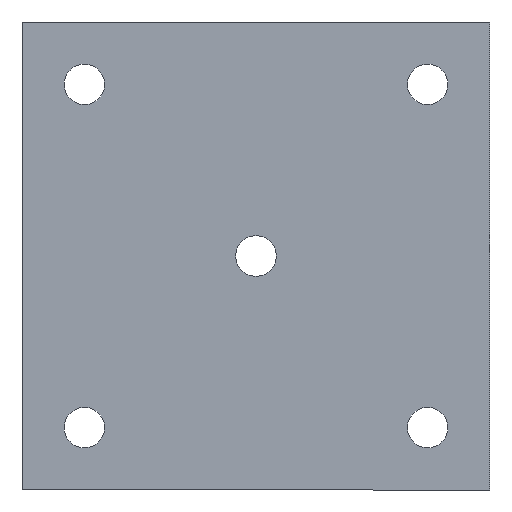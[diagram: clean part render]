
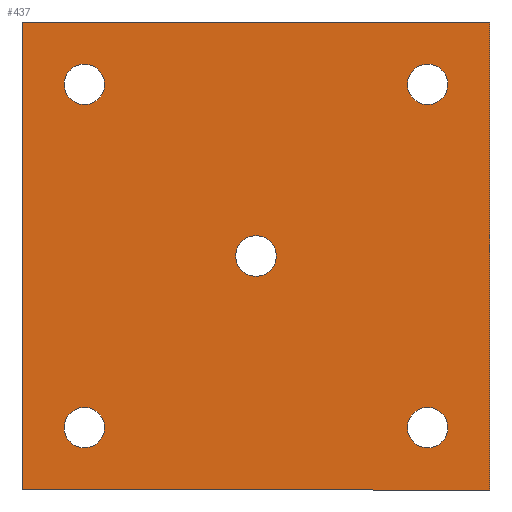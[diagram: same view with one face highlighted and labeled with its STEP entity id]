
A CAD part, front view. The second image highlights one B-rep face of the part: STEP entity #437.
In plain terms, the highlighted planar face has unit normal (0, -1, 0).
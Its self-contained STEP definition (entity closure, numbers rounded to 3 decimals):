
#12 = CIRCLE ( 'NONE', #823, 6.5 ) ;
#26 = CIRCLE ( 'NONE', #769, 6.5 ) ;
#37 = LINE ( 'NONE', #401, #39 ) ;
#39 = VECTOR ( 'NONE', #1021, 1000. ) ;
#47 = CIRCLE ( 'NONE', #744, 6.5 ) ;
#68 = VERTEX_POINT ( 'NONE', #76 ) ;
#76 = CARTESIAN_POINT ( 'NONE',  ( 0., 0., -6.5 ) ) ;
#78 = CARTESIAN_POINT ( 'NONE',  ( -55., 0., -61.5 ) ) ;
#125 = CARTESIAN_POINT ( 'NONE',  ( -75., 0., 75. ) ) ;
#127 = CARTESIAN_POINT ( 'NONE',  ( 75., 0., 75. ) ) ;
#131 = CARTESIAN_POINT ( 'NONE',  ( 75., 0., -75. ) ) ;
#152 = CIRCLE ( 'NONE', #756, 6.5 ) ;
#167 = LINE ( 'NONE', #955, #169 ) ;
#168 = CIRCLE ( 'NONE', #774, 6.5 ) ;
#169 = VECTOR ( 'NONE', #956, 1000. ) ;
#171 = LINE ( 'NONE', #953, #173 ) ;
#173 = VECTOR ( 'NONE', #961, 1000. ) ;
#182 = LINE ( 'NONE', #975, #186 ) ;
#186 = VECTOR ( 'NONE', #970, 1000. ) ;
#191 = VERTEX_POINT ( 'NONE', #976 ) ;
#193 = VERTEX_POINT ( 'NONE', #993 ) ;
#202 = VERTEX_POINT ( 'NONE', #1002 ) ;
#220 = FACE_BOUND ( 'NONE', #545, .T. ) ;
#222 = FACE_BOUND ( 'NONE', #538, .T. ) ;
#244 = FACE_BOUND ( 'NONE', #547, .T. ) ;
#246 = FACE_BOUND ( 'NONE', #546, .T. ) ;
#247 = FACE_BOUND ( 'NONE', #541, .T. ) ;
#248 = FACE_OUTER_BOUND ( 'NONE', #913, .T. ) ;
#291 = CARTESIAN_POINT ( 'NONE',  ( 55., 0., -55. ) ) ;
#292 = DIRECTION ( 'NONE',  ( 0., -1., 0. ) ) ;
#293 = DIRECTION ( 'NONE',  ( 0., 0., -1. ) ) ;
#338 = CARTESIAN_POINT ( 'NONE',  ( 0., 0., 0. ) ) ;
#339 = DIRECTION ( 'NONE',  ( 0., -1., 0. ) ) ;
#340 = DIRECTION ( 'NONE',  ( 0., 0., -1. ) ) ;
#391 = CARTESIAN_POINT ( 'NONE',  ( -55., 0., 55. ) ) ;
#392 = DIRECTION ( 'NONE',  ( 0., -1., 0. ) ) ;
#393 = DIRECTION ( 'NONE',  ( 0., 0., -1. ) ) ;
#401 = CARTESIAN_POINT ( 'NONE',  ( -75., 0., -75. ) ) ;
#412 = CARTESIAN_POINT ( 'NONE',  ( 55., 0., 55. ) ) ;
#413 = DIRECTION ( 'NONE',  ( 0., -1., 0. ) ) ;
#414 = DIRECTION ( 'NONE',  ( 0., 0., -1. ) ) ;
#437 = ADVANCED_FACE ( 'NONE', ( #222, #247, #220, #246, #244, #248 ), #658, .F. ) ;
#441 = ORIENTED_EDGE ( 'NONE', *, *, #783, .F. ) ;
#442 = ORIENTED_EDGE ( 'NONE', *, *, #741, .F. ) ;
#443 = ORIENTED_EDGE ( 'NONE', *, *, #785, .F. ) ;
#444 = ORIENTED_EDGE ( 'NONE', *, *, #779, .F. ) ;
#445 = ORIENTED_EDGE ( 'NONE', *, *, #695, .F. ) ;
#446 = ORIENTED_EDGE ( 'NONE', *, *, #799, .F. ) ;
#470 = VERTEX_POINT ( 'NONE', #674 ) ;
#538 = EDGE_LOOP ( 'NONE', ( #872 ) ) ;
#541 = EDGE_LOOP ( 'NONE', ( #873 ) ) ;
#545 = EDGE_LOOP ( 'NONE', ( #874 ) ) ;
#546 = EDGE_LOOP ( 'NONE', ( #441 ) ) ;
#547 = EDGE_LOOP ( 'NONE', ( #442 ) ) ;
#567 = VERTEX_POINT ( 'NONE', #125 ) ;
#569 = VERTEX_POINT ( 'NONE', #127 ) ;
#573 = VERTEX_POINT ( 'NONE', #131 ) ;
#602 = VERTEX_POINT ( 'NONE', #78 ) ;
#654 = DIRECTION ( 'NONE',  ( 0., 1., 0. ) ) ;
#658 = PLANE ( 'NONE',  #817 ) ;
#659 = CARTESIAN_POINT ( 'NONE',  ( 0., 0., 0. ) ) ;
#661 = DIRECTION ( 'NONE',  ( 0., 0., 1. ) ) ;
#674 = CARTESIAN_POINT ( 'NONE',  ( -75., 0., -75. ) ) ;
#680 = EDGE_CURVE ( 'NONE', #191, #191, #12, .T. ) ;
#689 = EDGE_CURVE ( 'NONE', #193, #193, #26, .T. ) ;
#695 = EDGE_CURVE ( 'NONE', #470, #567, #37, .T. ) ;
#716 = EDGE_CURVE ( 'NONE', #202, #202, #47, .T. ) ;
#741 = EDGE_CURVE ( 'NONE', #68, #68, #152, .T. ) ;
#744 = AXIS2_PLACEMENT_3D ( 'NONE', #291, #292, #293 ) ;
#756 = AXIS2_PLACEMENT_3D ( 'NONE', #338, #339, #340 ) ;
#769 = AXIS2_PLACEMENT_3D ( 'NONE', #412, #413, #414 ) ;
#774 = AXIS2_PLACEMENT_3D ( 'NONE', #958, #959, #960 ) ;
#779 = EDGE_CURVE ( 'NONE', #567, #569, #167, .T. ) ;
#783 = EDGE_CURVE ( 'NONE', #602, #602, #168, .T. ) ;
#785 = EDGE_CURVE ( 'NONE', #569, #573, #171, .T. ) ;
#799 = EDGE_CURVE ( 'NONE', #573, #470, #182, .T. ) ;
#817 = AXIS2_PLACEMENT_3D ( 'NONE', #659, #654, #661 ) ;
#823 = AXIS2_PLACEMENT_3D ( 'NONE', #391, #392, #393 ) ;
#872 = ORIENTED_EDGE ( 'NONE', *, *, #716, .F. ) ;
#873 = ORIENTED_EDGE ( 'NONE', *, *, #689, .F. ) ;
#874 = ORIENTED_EDGE ( 'NONE', *, *, #680, .F. ) ;
#913 = EDGE_LOOP ( 'NONE', ( #443, #444, #445, #446 ) ) ;
#953 = CARTESIAN_POINT ( 'NONE',  ( 75., 0., 75. ) ) ;
#955 = CARTESIAN_POINT ( 'NONE',  ( -75., 0., 75. ) ) ;
#956 = DIRECTION ( 'NONE',  ( 1., 0., 0. ) ) ;
#958 = CARTESIAN_POINT ( 'NONE',  ( -55., 0., -55. ) ) ;
#959 = DIRECTION ( 'NONE',  ( 0., -1., 0. ) ) ;
#960 = DIRECTION ( 'NONE',  ( 0., 0., -1. ) ) ;
#961 = DIRECTION ( 'NONE',  ( 0., 0., -1. ) ) ;
#970 = DIRECTION ( 'NONE',  ( -1., 0., 0. ) ) ;
#975 = CARTESIAN_POINT ( 'NONE',  ( 75., 0., -75. ) ) ;
#976 = CARTESIAN_POINT ( 'NONE',  ( -55., 0., 48.5 ) ) ;
#993 = CARTESIAN_POINT ( 'NONE',  ( 55., 0., 48.5 ) ) ;
#1002 = CARTESIAN_POINT ( 'NONE',  ( 55., 0., -61.5 ) ) ;
#1021 = DIRECTION ( 'NONE',  ( 0., 0., 1. ) ) ;
